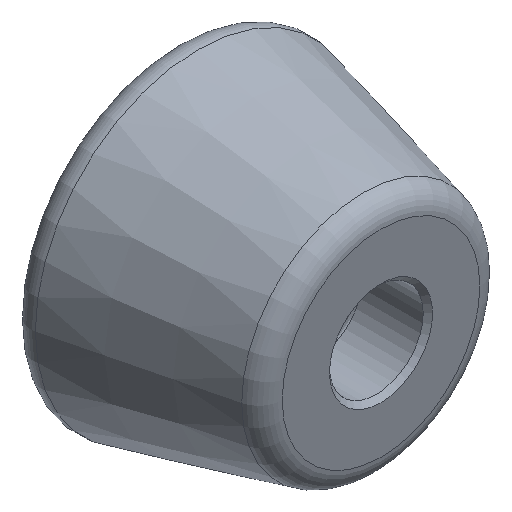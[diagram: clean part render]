
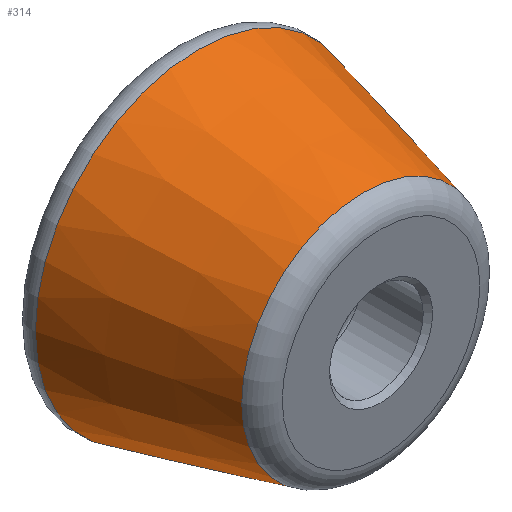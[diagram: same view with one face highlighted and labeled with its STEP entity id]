
A CAD part, isometric view. The second image highlights one B-rep face of the part: STEP entity #314.
In plain terms, the highlighted conical face has half-angle 14.036 degrees and reference radius 15.25 mm.
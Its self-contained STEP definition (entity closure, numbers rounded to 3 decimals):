
#29=CONICAL_SURFACE('',#357,15.25,0.245);
#39=FACE_OUTER_BOUND('',#59,.T.);
#59=EDGE_LOOP('',(#239,#240,#241,#242,#243,#244));
#79=CIRCLE('',#355,17.379);
#80=CIRCLE('',#356,17.379);
#81=CIRCLE('',#358,12.973);
#82=CIRCLE('',#359,12.973);
#117=LINE('',#603,#125);
#125=VECTOR('',#416,15.25);
#145=VERTEX_POINT('',#594);
#146=VERTEX_POINT('',#596);
#147=VERTEX_POINT('',#600);
#148=VERTEX_POINT('',#601);
#182=EDGE_CURVE('',#145,#146,#79,.T.);
#183=EDGE_CURVE('',#146,#145,#80,.T.);
#184=EDGE_CURVE('',#147,#148,#81,.T.);
#185=EDGE_CURVE('',#147,#146,#117,.T.);
#186=EDGE_CURVE('',#148,#147,#82,.T.);
#239=ORIENTED_EDGE('',*,*,#184,.F.);
#240=ORIENTED_EDGE('',*,*,#185,.T.);
#241=ORIENTED_EDGE('',*,*,#182,.F.);
#242=ORIENTED_EDGE('',*,*,#183,.F.);
#243=ORIENTED_EDGE('',*,*,#185,.F.);
#244=ORIENTED_EDGE('',*,*,#186,.F.);
#314=ADVANCED_FACE('',(#39),#29,.T.);
#355=AXIS2_PLACEMENT_3D('',#597,#408,#409);
#356=AXIS2_PLACEMENT_3D('',#598,#410,#411);
#357=AXIS2_PLACEMENT_3D('',#599,#412,#413);
#358=AXIS2_PLACEMENT_3D('',#602,#414,#415);
#359=AXIS2_PLACEMENT_3D('',#604,#417,#418);
#408=DIRECTION('center_axis',(0.,1.,0.));
#409=DIRECTION('ref_axis',(-0.207,0.,0.978));
#410=DIRECTION('center_axis',(0.,1.,0.));
#411=DIRECTION('ref_axis',(-0.207,0.,0.978));
#412=DIRECTION('center_axis',(0.,1.,0.));
#413=DIRECTION('ref_axis',(1.,0.,0.));
#414=DIRECTION('center_axis',(0.,-1.,0.));
#415=DIRECTION('ref_axis',(-0.207,0.,0.978));
#416=DIRECTION('',(-0.243,0.97,0.));
#417=DIRECTION('center_axis',(0.,-1.,0.));
#418=DIRECTION('ref_axis',(-0.207,0.,0.978));
#594=CARTESIAN_POINT('',(0.,30.015,-12.379));
#596=CARTESIAN_POINT('',(-17.379,30.015,5.));
#597=CARTESIAN_POINT('Origin',(0.,30.015,5.));
#598=CARTESIAN_POINT('Origin',(0.,30.015,5.));
#599=CARTESIAN_POINT('Origin',(0.,21.5,5.));
#600=CARTESIAN_POINT('',(-12.973,12.394,5.));
#601=CARTESIAN_POINT('',(0.,12.394,17.973));
#602=CARTESIAN_POINT('Origin',(0.,12.394,5.));
#603=CARTESIAN_POINT('',(-15.25,21.5,5.));
#604=CARTESIAN_POINT('Origin',(0.,12.394,5.));
